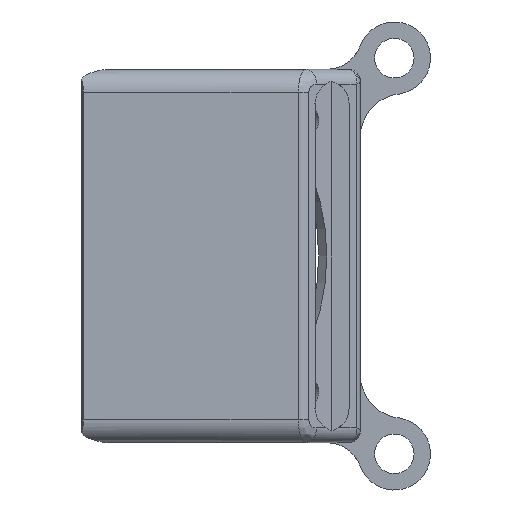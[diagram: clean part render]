
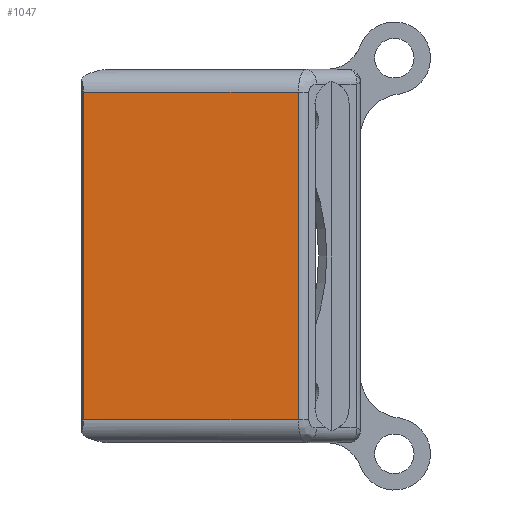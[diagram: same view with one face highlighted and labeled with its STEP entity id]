
A CAD part, front view. The second image highlights one B-rep face of the part: STEP entity #1047.
In plain terms, the highlighted planar face has unit normal (0, -1, 0).
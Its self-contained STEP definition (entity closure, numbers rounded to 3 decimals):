
#37=PLANE('',#1128);
#62=LINE('',#1683,#128);
#74=LINE('',#1784,#140);
#75=LINE('',#1792,#141);
#76=LINE('',#1793,#142);
#128=VECTOR('',#1268,29.);
#140=VECTOR('',#1302,19.01);
#141=VECTOR('',#1311,19.01);
#142=VECTOR('',#1312,29.);
#246=FACE_OUTER_BOUND('',#307,.T.);
#307=EDGE_LOOP('',(#776,#777,#778,#779));
#469=VERTEX_POINT('',#1676);
#472=VERTEX_POINT('',#1681);
#483=VERTEX_POINT('',#1783);
#486=VERTEX_POINT('',#1791);
#579=EDGE_CURVE('',#472,#469,#62,.T.);
#599=EDGE_CURVE('',#469,#483,#74,.T.);
#603=EDGE_CURVE('',#486,#472,#75,.T.);
#604=EDGE_CURVE('',#483,#486,#76,.T.);
#776=ORIENTED_EDGE('',*,*,#579,.F.);
#777=ORIENTED_EDGE('',*,*,#603,.F.);
#778=ORIENTED_EDGE('',*,*,#604,.F.);
#779=ORIENTED_EDGE('',*,*,#599,.F.);
#1047=ADVANCED_FACE('',(#246),#37,.T.);
#1128=AXIS2_PLACEMENT_3D('',#1790,#1309,#1310);
#1268=DIRECTION('',(0.,0.,-1.));
#1302=DIRECTION('',(-1.,0.,0.));
#1309=DIRECTION('center_axis',(0.,-1.,0.));
#1310=DIRECTION('ref_axis',(1.,0.,0.));
#1311=DIRECTION('',(1.,0.,0.));
#1312=DIRECTION('',(0.,0.,1.));
#1676=CARTESIAN_POINT('',(18.288,-11.792,2.));
#1681=CARTESIAN_POINT('',(18.288,-11.792,31.));
#1683=CARTESIAN_POINT('',(18.288,-11.792,8.25));
#1783=CARTESIAN_POINT('',(-0.722,-11.792,2.));
#1784=CARTESIAN_POINT('',(6.675,-11.792,2.));
#1790=CARTESIAN_POINT('Origin',(-1.222,-11.792,0.));
#1791=CARTESIAN_POINT('',(-0.722,-11.792,31.));
#1792=CARTESIAN_POINT('',(6.675,-11.792,31.));
#1793=CARTESIAN_POINT('',(-0.722,-11.792,0.));
